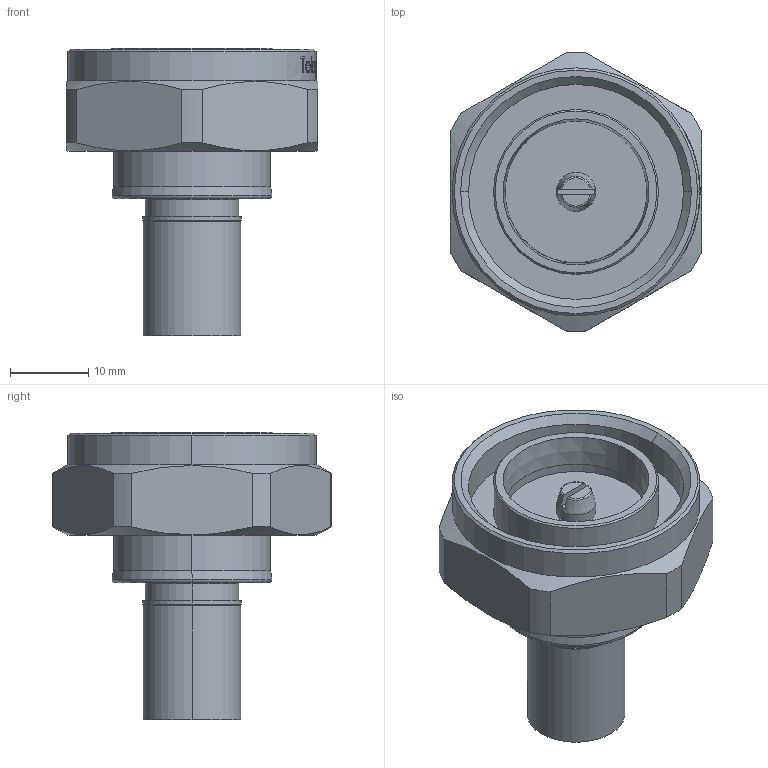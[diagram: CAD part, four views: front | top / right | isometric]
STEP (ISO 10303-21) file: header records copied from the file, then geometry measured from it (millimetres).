
FILE_DESCRIPTION (( 'STEP AP214' ), '1' );
FILE_NAME ('J01120B0091.STEP', '2012-08-20T13:59:06', ( 'markiewicz' ), ( '' ), 'SwSTEP 2.0', 'SolidWorks 2012', '' );
FILE_SCHEMA (( 'AUTOMOTIVE_DESIGN' ));
Length unit declared in the file: millimetre
Products named in the file (1): J01120B0091
Bounding box: 32 x 35.49 x 36.6 mm (x, y, z)
Volume: 11781.8 mm3; surface area: 6562.2 mm2
Topology: 2 solids, 2 shells, 260 faces, 651 edges, 422 vertices
Faces by surface type: plane 88, bspline 82, cylinder 54, cone 28, torus 8
Entity records: 13664 total; most frequent: CARTESIAN_POINT 5093, ORIENTED_EDGE 1302, DIRECTION 981, EDGE_CURVE 651, VERTEX_POINT 422, AXIS2_PLACEMENT_3D 353, EDGE_LOOP 289, VECTOR 275
